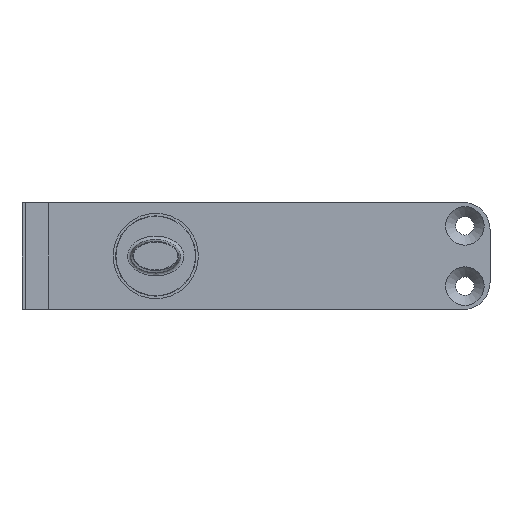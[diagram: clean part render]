
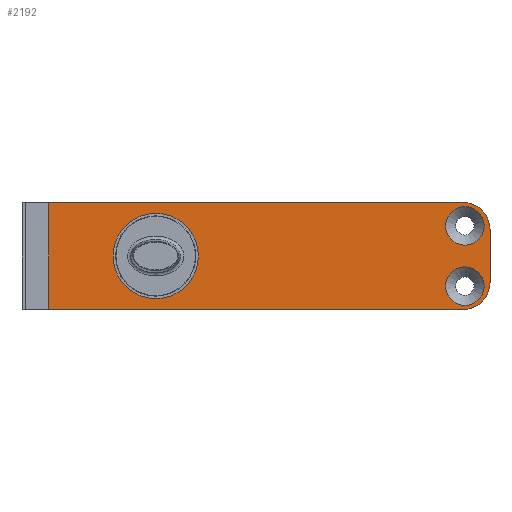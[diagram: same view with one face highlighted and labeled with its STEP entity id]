
A CAD part, front view. The second image highlights one B-rep face of the part: STEP entity #2192.
In plain terms, the highlighted planar face has unit normal (0, -1, 0).
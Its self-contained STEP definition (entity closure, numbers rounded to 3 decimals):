
#12 = VECTOR ( 'NONE', #10528, 1000. ) ;
#73 = VERTEX_POINT ( 'NONE', #1222 ) ;
#89 = LINE ( 'NONE', #5314, #8924 ) ;
#121 = DIRECTION ( 'NONE',  ( 0., -1., 0. ) ) ;
#204 = ORIENTED_EDGE ( 'NONE', *, *, #1270, .T. ) ;
#478 = ORIENTED_EDGE ( 'NONE', *, *, #11448, .T. ) ;
#660 = VERTEX_POINT ( 'NONE', #10705 ) ;
#807 = AXIS2_PLACEMENT_3D ( 'NONE', #1495, #7998, #2597 ) ;
#879 = VECTOR ( 'NONE', #4693, 1000. ) ;
#922 = VERTEX_POINT ( 'NONE', #5520 ) ;
#1222 = CARTESIAN_POINT ( 'NONE',  ( 92.5, -9., -14.75 ) ) ;
#1270 = EDGE_CURVE ( 'NONE', #660, #11627, #12535, .T. ) ;
#1330 = DIRECTION ( 'NONE',  ( 0., 0., -1. ) ) ;
#1346 = DIRECTION ( 'NONE',  ( 0., 0., -1. ) ) ;
#1495 = CARTESIAN_POINT ( 'NONE',  ( -32., -9., -16. ) ) ;
#1607 = DIRECTION ( 'NONE',  ( 0., -1., 0. ) ) ;
#2168 = ORIENTED_EDGE ( 'NONE', *, *, #5716, .T. ) ;
#2192 = ADVANCED_FACE ( 'NONE', ( #13295, #7853, #10939, #5636 ), #8887, .T. ) ;
#2225 = AXIS2_PLACEMENT_3D ( 'NONE', #7574, #121, #2313 ) ;
#2313 = DIRECTION ( 'NONE',  ( 0., 0., -1. ) ) ;
#2398 = ORIENTED_EDGE ( 'NONE', *, *, #13357, .T. ) ;
#2464 = VERTEX_POINT ( 'NONE', #3766 ) ;
#2475 = DIRECTION ( 'NONE',  ( 0., 1., 0. ) ) ;
#2597 = DIRECTION ( 'NONE',  ( 0., 0., -1. ) ) ;
#3046 = EDGE_CURVE ( 'NONE', #73, #73, #10964, .T. ) ;
#3500 = CARTESIAN_POINT ( 'NONE',  ( 92.5, -9., 3.25 ) ) ;
#3751 = VECTOR ( 'NONE', #10456, 1000. ) ;
#3766 = CARTESIAN_POINT ( 'NONE',  ( 100., -9., 8. ) ) ;
#4012 = ORIENTED_EDGE ( 'NONE', *, *, #13108, .T. ) ;
#4590 = AXIS2_PLACEMENT_3D ( 'NONE', #7869, #9725, #6633 ) ;
#4591 = VERTEX_POINT ( 'NONE', #5213 ) ;
#4693 = DIRECTION ( 'NONE',  ( 1., 0., 0. ) ) ;
#5213 = CARTESIAN_POINT ( 'NONE',  ( 92., -9., 16. ) ) ;
#5241 = ORIENTED_EDGE ( 'NONE', *, *, #6541, .F. ) ;
#5314 = CARTESIAN_POINT ( 'NONE',  ( -32., -9., 16. ) ) ;
#5520 = CARTESIAN_POINT ( 'NONE',  ( 92., -9., -16. ) ) ;
#5636 = FACE_OUTER_BOUND ( 'NONE', #7843, .T. ) ;
#5716 = EDGE_CURVE ( 'NONE', #922, #11267, #13232, .T. ) ;
#5776 = ORIENTED_EDGE ( 'NONE', *, *, #9228, .F. ) ;
#5960 = AXIS2_PLACEMENT_3D ( 'NONE', #11925, #2475, #7665 ) ;
#6260 = CARTESIAN_POINT ( 'NONE',  ( 100., -9., -16. ) ) ;
#6541 = EDGE_CURVE ( 'NONE', #2464, #11267, #10315, .T. ) ;
#6623 = LINE ( 'NONE', #7734, #879 ) ;
#6633 = DIRECTION ( 'NONE',  ( 0., 0., -1. ) ) ;
#6961 = AXIS2_PLACEMENT_3D ( 'NONE', #9681, #1607, #1346 ) ;
#7062 = CIRCLE ( 'NONE', #5960, 12.75 ) ;
#7574 = CARTESIAN_POINT ( 'NONE',  ( 92., -9., -8. ) ) ;
#7665 = DIRECTION ( 'NONE',  ( -1., 0., 0. ) ) ;
#7734 = CARTESIAN_POINT ( 'NONE',  ( -32., -9., -16. ) ) ;
#7843 = EDGE_LOOP ( 'NONE', ( #5241, #478, #5776, #204, #9545, #2168 ) ) ;
#7853 = FACE_BOUND ( 'NONE', #8555, .T. ) ;
#7869 = CARTESIAN_POINT ( 'NONE',  ( 92.5, -9., -9. ) ) ;
#7998 = DIRECTION ( 'NONE',  ( 0., -1., 0. ) ) ;
#8187 = EDGE_LOOP ( 'NONE', ( #4012 ) ) ;
#8435 = DIRECTION ( 'NONE',  ( 1., 0., 0. ) ) ;
#8555 = EDGE_LOOP ( 'NONE', ( #10453 ) ) ;
#8887 = PLANE ( 'NONE',  #807 ) ;
#8924 = VECTOR ( 'NONE', #8435, 1000. ) ;
#9218 = CARTESIAN_POINT ( 'NONE',  ( -32., -9., -16. ) ) ;
#9228 = EDGE_CURVE ( 'NONE', #660, #4591, #89, .T. ) ;
#9545 = ORIENTED_EDGE ( 'NONE', *, *, #13319, .T. ) ;
#9626 = CARTESIAN_POINT ( 'NONE',  ( -12.75, -9., 0. ) ) ;
#9648 = AXIS2_PLACEMENT_3D ( 'NONE', #12851, #11802, #1330 ) ;
#9681 = CARTESIAN_POINT ( 'NONE',  ( 92., -9., 8. ) ) ;
#9701 = VERTEX_POINT ( 'NONE', #3500 ) ;
#9725 = DIRECTION ( 'NONE',  ( 0., 1., 0. ) ) ;
#9901 = VERTEX_POINT ( 'NONE', #9626 ) ;
#10315 = LINE ( 'NONE', #6260, #3751 ) ;
#10453 = ORIENTED_EDGE ( 'NONE', *, *, #3046, .T. ) ;
#10456 = DIRECTION ( 'NONE',  ( 0., 0., -1. ) ) ;
#10528 = DIRECTION ( 'NONE',  ( 0., 0., -1. ) ) ;
#10705 = CARTESIAN_POINT ( 'NONE',  ( -32., -9., 16. ) ) ;
#10939 = FACE_BOUND ( 'NONE', #11667, .T. ) ;
#10964 = CIRCLE ( 'NONE', #4590, 5.75 ) ;
#11262 = CARTESIAN_POINT ( 'NONE',  ( -32., -9., -16. ) ) ;
#11267 = VERTEX_POINT ( 'NONE', #12723 ) ;
#11367 = CIRCLE ( 'NONE', #6961, 8. ) ;
#11416 = CIRCLE ( 'NONE', #9648, 5.75 ) ;
#11448 = EDGE_CURVE ( 'NONE', #2464, #4591, #11367, .T. ) ;
#11627 = VERTEX_POINT ( 'NONE', #11262 ) ;
#11667 = EDGE_LOOP ( 'NONE', ( #2398 ) ) ;
#11802 = DIRECTION ( 'NONE',  ( 0., 1., 0. ) ) ;
#11925 = CARTESIAN_POINT ( 'NONE',  ( 0., -9., 0. ) ) ;
#12535 = LINE ( 'NONE', #9218, #12 ) ;
#12723 = CARTESIAN_POINT ( 'NONE',  ( 100., -9., -8. ) ) ;
#12851 = CARTESIAN_POINT ( 'NONE',  ( 92.5, -9., 9. ) ) ;
#13108 = EDGE_CURVE ( 'NONE', #9701, #9701, #11416, .T. ) ;
#13232 = CIRCLE ( 'NONE', #2225, 8. ) ;
#13295 = FACE_BOUND ( 'NONE', #8187, .T. ) ;
#13319 = EDGE_CURVE ( 'NONE', #11627, #922, #6623, .T. ) ;
#13357 = EDGE_CURVE ( 'NONE', #9901, #9901, #7062, .T. ) ;
